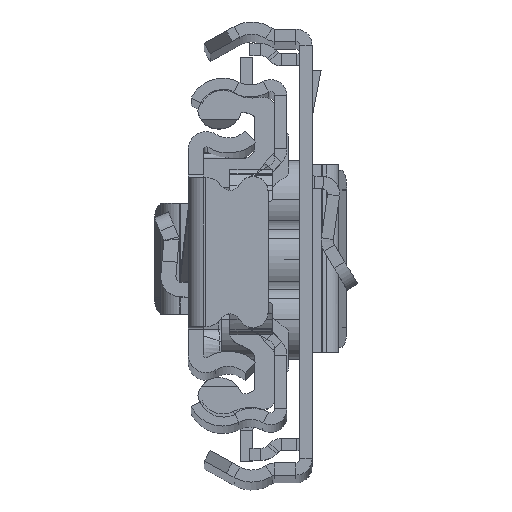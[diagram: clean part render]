
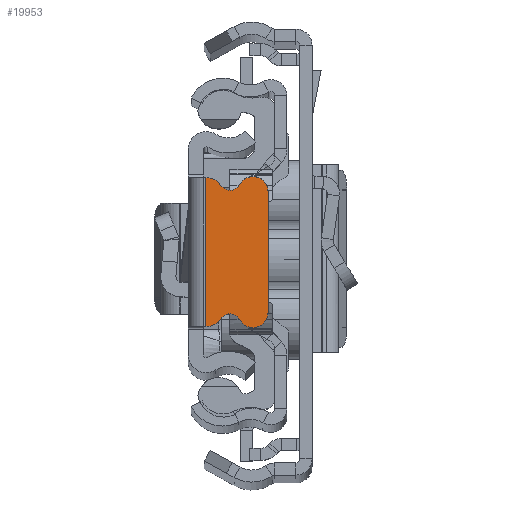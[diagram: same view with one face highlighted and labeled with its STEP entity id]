
A CAD part, top view. The second image highlights one B-rep face of the part: STEP entity #19953.
In plain terms, the highlighted planar face has unit normal (0, 0, 1).
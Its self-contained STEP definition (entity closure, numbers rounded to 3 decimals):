
#29 = DIRECTION ( 'NONE',  ( 1., 0., 0. ) ) ;
#1298 = VERTEX_POINT ( 'NONE', #10798 ) ;
#1656 = CARTESIAN_POINT ( 'NONE',  ( -4.142, -7.236, 0. ) ) ;
#1663 = VERTEX_POINT ( 'NONE', #9021 ) ;
#1698 = ORIENTED_EDGE ( 'NONE', *, *, #8333, .T. ) ;
#1909 = CARTESIAN_POINT ( 'NONE',  ( -1.929, -7.37, 0. ) ) ;
#2102 = CARTESIAN_POINT ( 'NONE',  ( 444.071, 0., 0. ) ) ;
#2121 = VERTEX_POINT ( 'NONE', #23374 ) ;
#2292 = DIRECTION ( 'NONE',  ( -1., 0., 0. ) ) ;
#2520 = EDGE_CURVE ( 'NONE', #20943, #14700, #17995, .T. ) ;
#2542 = CIRCLE ( 'NONE', #20995, 1.5 ) ;
#2764 = ORIENTED_EDGE ( 'NONE', *, *, #25005, .T. ) ;
#3058 = CARTESIAN_POINT ( 'NONE',  ( -3.206, -6.658, 0. ) ) ;
#3061 = DIRECTION ( 'NONE',  ( 1., 0., 0. ) ) ;
#3313 = VECTOR ( 'NONE', #2292, 1000. ) ;
#3622 = ORIENTED_EDGE ( 'NONE', *, *, #16813, .F. ) ;
#3926 = EDGE_CURVE ( 'NONE', #1663, #4072, #8208, .T. ) ;
#4072 = VERTEX_POINT ( 'NONE', #22787 ) ;
#4321 = LINE ( 'NONE', #1909, #3313 ) ;
#4337 = ORIENTED_EDGE ( 'NONE', *, *, #20952, .T. ) ;
#4400 = CARTESIAN_POINT ( 'NONE',  ( -7.929, 6., 0. ) ) ;
#4517 = EDGE_LOOP ( 'NONE', ( #23737, #3622, #4337, #13792, #16568, #15208, #2764, #25554, #1698, #26493 ) ) ;
#5093 = CARTESIAN_POINT ( 'NONE',  ( -6.429, 6., 0. ) ) ;
#5353 = CARTESIAN_POINT ( 'NONE',  ( -5.109, -6.713, 0. ) ) ;
#6036 = VECTOR ( 'NONE', #16682, 1000. ) ;
#6207 = CARTESIAN_POINT ( 'NONE',  ( -1.929, 7.37, 0. ) ) ;
#6693 = DIRECTION ( 'NONE',  ( 0., 0., 1. ) ) ;
#7978 = VERTEX_POINT ( 'NONE', #11882 ) ;
#8208 = LINE ( 'NONE', #24853, #20288 ) ;
#8333 = EDGE_CURVE ( 'NONE', #14700, #2121, #2542, .T. ) ;
#9021 = CARTESIAN_POINT ( 'NONE',  ( -1.75, 7.37, 0. ) ) ;
#9522 = EDGE_CURVE ( 'NONE', #26593, #12227, #25125, .T. ) ;
#9865 = DIRECTION ( 'NONE',  ( 0., 0., -1. ) ) ;
#10100 = CARTESIAN_POINT ( 'NONE',  ( -1.929, -5.87, 0. ) ) ;
#10105 = DIRECTION ( 'NONE',  ( 0., 0., -1. ) ) ;
#10143 = CIRCLE ( 'NONE', #23458, 1.5 ) ;
#10486 = CARTESIAN_POINT ( 'NONE',  ( -7.929, -6., 0. ) ) ;
#10798 = CARTESIAN_POINT ( 'NONE',  ( -5.109, 6.713, 0. ) ) ;
#10863 = DIRECTION ( 'NONE',  ( 0., 0., 1. ) ) ;
#11882 = CARTESIAN_POINT ( 'NONE',  ( -3.206, 6.658, 0. ) ) ;
#12127 = LINE ( 'NONE', #6207, #17931 ) ;
#12227 = VERTEX_POINT ( 'NONE', #21618 ) ;
#12236 = DIRECTION ( 'NONE',  ( 1., 0., 0. ) ) ;
#12444 = DIRECTION ( 'NONE',  ( 0., 0., 1. ) ) ;
#13270 = DIRECTION ( 'NONE',  ( -1., 0., 0. ) ) ;
#13399 = CARTESIAN_POINT ( 'NONE',  ( -6.429, -6., 0. ) ) ;
#13792 = ORIENTED_EDGE ( 'NONE', *, *, #24538, .T. ) ;
#14008 = AXIS2_PLACEMENT_3D ( 'NONE', #2102, #12444, #20519 ) ;
#14700 = VERTEX_POINT ( 'NONE', #3058 ) ;
#15208 = ORIENTED_EDGE ( 'NONE', *, *, #9522, .T. ) ;
#15848 = CARTESIAN_POINT ( 'NONE',  ( -1.929, 5.87, 0. ) ) ;
#16010 = EDGE_CURVE ( 'NONE', #1298, #26593, #26322, .T. ) ;
#16363 = FACE_OUTER_BOUND ( 'NONE', #4517, .T. ) ;
#16568 = ORIENTED_EDGE ( 'NONE', *, *, #16010, .T. ) ;
#16682 = DIRECTION ( 'NONE',  ( 0., -1., 0. ) ) ;
#16746 = PLANE ( 'NONE',  #14008 ) ;
#16813 = EDGE_CURVE ( 'NONE', #22677, #1663, #12127, .T. ) ;
#16876 = EDGE_CURVE ( 'NONE', #4072, #2121, #4321, .T. ) ;
#17859 = CIRCLE ( 'NONE', #25581, 1.1 ) ;
#17931 = VECTOR ( 'NONE', #29, 1000. ) ;
#17995 = CIRCLE ( 'NONE', #22302, 1.1 ) ;
#18300 = DIRECTION ( 'NONE',  ( 0., 0., 1. ) ) ;
#18648 = CIRCLE ( 'NONE', #22519, 1.5 ) ;
#19182 = AXIS2_PLACEMENT_3D ( 'NONE', #5093, #10863, #13270 ) ;
#19953 = ADVANCED_FACE ( 'NONE', ( #16363 ), #16746, .T. ) ;
#20288 = VECTOR ( 'NONE', #22970, 1000. ) ;
#20519 = DIRECTION ( 'NONE',  ( 1., 0., 0. ) ) ;
#20943 = VERTEX_POINT ( 'NONE', #5353 ) ;
#20952 = EDGE_CURVE ( 'NONE', #22677, #7978, #18648, .T. ) ;
#20970 = DIRECTION ( 'NONE',  ( 1., 0., 0. ) ) ;
#20995 = AXIS2_PLACEMENT_3D ( 'NONE', #10100, #18300, #12236 ) ;
#21618 = CARTESIAN_POINT ( 'NONE',  ( -7.929, -6., 0. ) ) ;
#22302 = AXIS2_PLACEMENT_3D ( 'NONE', #1656, #9865, #24104 ) ;
#22519 = AXIS2_PLACEMENT_3D ( 'NONE', #15848, #26319, #24295 ) ;
#22677 = VERTEX_POINT ( 'NONE', #25187 ) ;
#22787 = CARTESIAN_POINT ( 'NONE',  ( -1.75, -7.37, 0. ) ) ;
#22970 = DIRECTION ( 'NONE',  ( 0., -1., 0. ) ) ;
#23374 = CARTESIAN_POINT ( 'NONE',  ( -1.929, -7.37, 0. ) ) ;
#23458 = AXIS2_PLACEMENT_3D ( 'NONE', #13399, #6693, #3061 ) ;
#23737 = ORIENTED_EDGE ( 'NONE', *, *, #3926, .F. ) ;
#24104 = DIRECTION ( 'NONE',  ( -1., 0., 0. ) ) ;
#24295 = DIRECTION ( 'NONE',  ( -1., 0., 0. ) ) ;
#24538 = EDGE_CURVE ( 'NONE', #7978, #1298, #17859, .T. ) ;
#24853 = CARTESIAN_POINT ( 'NONE',  ( -1.75, 0., 0. ) ) ;
#25005 = EDGE_CURVE ( 'NONE', #12227, #20943, #10143, .T. ) ;
#25125 = LINE ( 'NONE', #10486, #6036 ) ;
#25187 = CARTESIAN_POINT ( 'NONE',  ( -1.929, 7.37, 0. ) ) ;
#25554 = ORIENTED_EDGE ( 'NONE', *, *, #2520, .T. ) ;
#25581 = AXIS2_PLACEMENT_3D ( 'NONE', #26250, #10105, #20970 ) ;
#26250 = CARTESIAN_POINT ( 'NONE',  ( -4.142, 7.236, 0. ) ) ;
#26319 = DIRECTION ( 'NONE',  ( 0., 0., 1. ) ) ;
#26322 = CIRCLE ( 'NONE', #19182, 1.5 ) ;
#26493 = ORIENTED_EDGE ( 'NONE', *, *, #16876, .F. ) ;
#26593 = VERTEX_POINT ( 'NONE', #4400 ) ;
